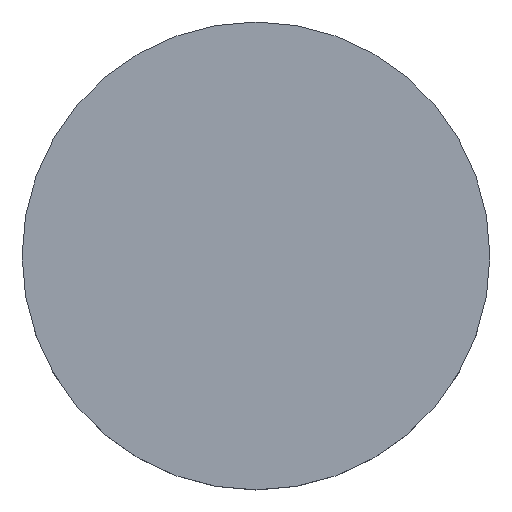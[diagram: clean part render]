
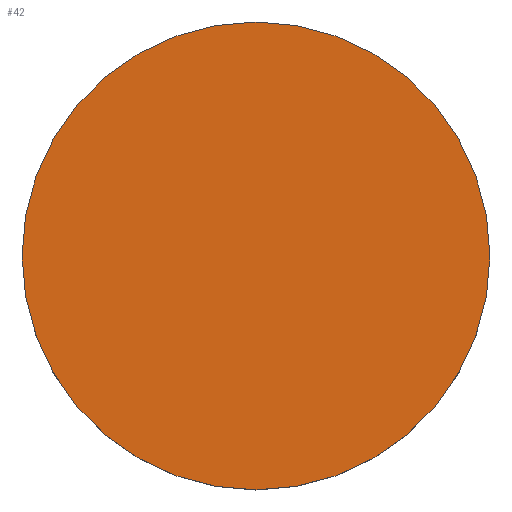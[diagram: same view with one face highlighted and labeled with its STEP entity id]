
A CAD part, top view. The second image highlights one B-rep face of the part: STEP entity #42.
In plain terms, the highlighted planar face has unit normal (0, 0, 1).
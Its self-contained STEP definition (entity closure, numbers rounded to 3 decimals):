
#6 = FACE_OUTER_BOUND ( 'NONE', #88, .T. ) ;
#9 = DIRECTION ( 'NONE',  ( 0., 0., 1. ) ) ;
#18 = DIRECTION ( 'NONE',  ( 1., 0., 0. ) ) ;
#22 = AXIS2_PLACEMENT_3D ( 'NONE', #138, #29, #118 ) ;
#25 = ORIENTED_EDGE ( 'NONE', *, *, #66, .T. ) ;
#29 = DIRECTION ( 'NONE',  ( 0., 0., 1. ) ) ;
#33 = ORIENTED_EDGE ( 'NONE', *, *, #113, .T. ) ;
#34 = VERTEX_POINT ( 'NONE', #67 ) ;
#42 = ADVANCED_FACE ( 'NONE', ( #6 ), #44, .T. ) ;
#44 = PLANE ( 'NONE',  #132 ) ;
#66 = EDGE_CURVE ( 'NONE', #87, #34, #95, .T. ) ;
#67 = CARTESIAN_POINT ( 'NONE',  ( -3.25, 0., 1. ) ) ;
#82 = DIRECTION ( 'NONE',  ( 0., 0., 1. ) ) ;
#86 = CARTESIAN_POINT ( 'NONE',  ( 0., 0., 1. ) ) ;
#87 = VERTEX_POINT ( 'NONE', #101 ) ;
#88 = EDGE_LOOP ( 'NONE', ( #33, #25 ) ) ;
#92 = CIRCLE ( 'NONE', #99, 3.25 ) ;
#95 = CIRCLE ( 'NONE', #22, 3.25 ) ;
#99 = AXIS2_PLACEMENT_3D ( 'NONE', #137, #82, #18 ) ;
#101 = CARTESIAN_POINT ( 'NONE',  ( 3.25, 0., 1. ) ) ;
#113 = EDGE_CURVE ( 'NONE', #34, #87, #92, .T. ) ;
#118 = DIRECTION ( 'NONE',  ( 1., 0., 0. ) ) ;
#128 = DIRECTION ( 'NONE',  ( 1., 0., 0. ) ) ;
#132 = AXIS2_PLACEMENT_3D ( 'NONE', #86, #9, #128 ) ;
#137 = CARTESIAN_POINT ( 'NONE',  ( 0., 0., 1. ) ) ;
#138 = CARTESIAN_POINT ( 'NONE',  ( 0., 0., 1. ) ) ;
